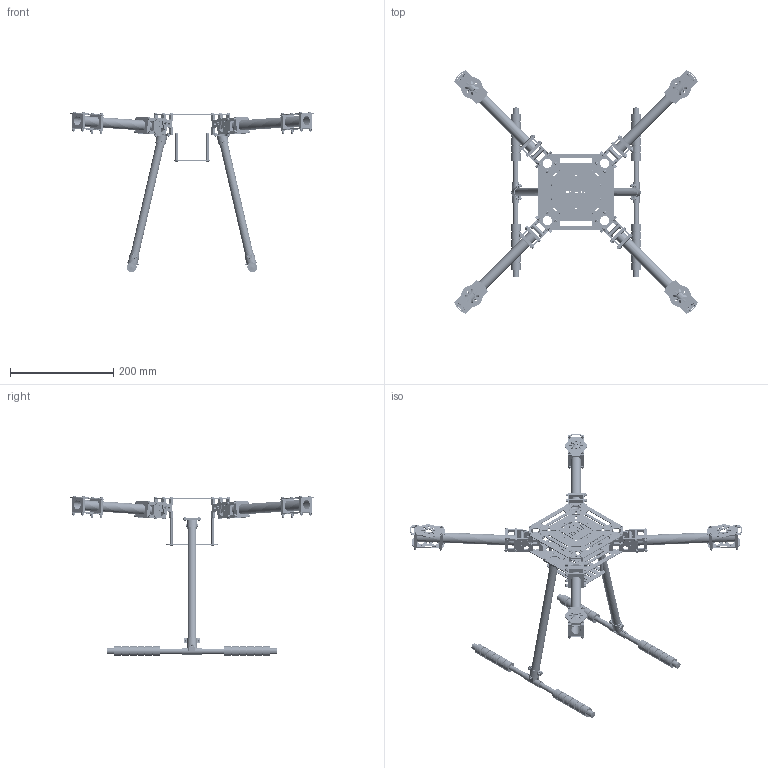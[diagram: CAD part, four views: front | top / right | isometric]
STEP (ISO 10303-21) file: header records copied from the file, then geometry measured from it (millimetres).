
FILE_DESCRIPTION(('STEP AP242'), '1');
FILE_NAME('冓憵 ZD550', '2018-07-21T11:54:18', (''), (''), 'ASCON STEP Converter 1.6', 'ASCON Math Kernel', '');
FILE_SCHEMA(('AP242_MANAGED_MODEL_BASED_3D_ENGINEERING_MIM_LF { 1 0 10303 442 1 1 4 }'));
Length unit declared in the file: millimetre
Assembly tree (126 placements, depth 3):
  (unnamed)
    (unnamed)
    (unnamed)  x8
    (unnamed)  x48
    (unnamed)
    (unnamed)  x4
    (unnamed)
    (unnamed)  x4
    (unnamed)  x2
      (unnamed)
      (unnamed)
      (unnamed)
      (unnamed)
      (unnamed)
      (unnamed)
      (unnamed)
      (unnamed)
      (unnamed)
      (unnamed)
    (unnamed)  x4
      (unnamed)
      (unnamed)
      (unnamed)
      (unnamed)
      (unnamed)
      (unnamed)
      (unnamed)
      (unnamed)
      (unnamed)
    (unnamed)  x4
      (unnamed)
      (unnamed)
Bounding box: 472.33 x 472.33 x 310.89 mm (x, y, z)
Volume: 361391 mm3; surface area: 497888.9 mm2
Topology: 231 solids, 231 shells, 6777 faces, 16083 edges, 10078 vertices
Faces by surface type: plane 3877, cylinder 1598, cone 752, bspline 386, torus 144, extrusion 16, sphere 4
Full cylindrical faces by diameter (mm): 2.459 x40, 3 x388, 3.2 x84, 5 x84, 5.5 x42, 6 x34, 7 x9, 8 x2, 10 x10, 11 x8, 12 x4, 14 x2, 15 x24, 16 x4, 18 x12, 19 x24, 20 x8
Entity records: 50389 total; most frequent: CARTESIAN_POINT 10210, DIRECTION 5832, ORIENTED_EDGE 5294, EDGE_CURVE 2647, AXIS2_PLACEMENT_3D 2143, VERTEX_POINT 1857, EDGE_LOOP 1750, VECTOR 1546
